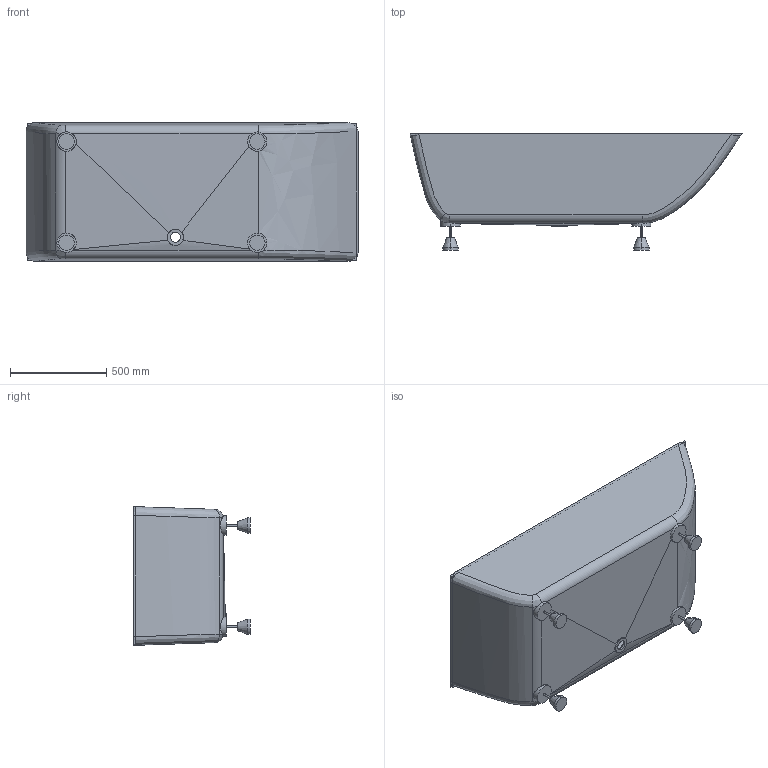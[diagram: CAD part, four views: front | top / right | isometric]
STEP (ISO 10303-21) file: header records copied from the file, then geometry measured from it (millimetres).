
FILE_DESCRIPTION (( 'STEP AP214' ), '1' );
FILE_NAME ('CU-1.STEP', '2018-04-13T11:33:14', ( 'Admin' ), ( '' ), 'SwSTEP 2.0', 'SolidWorks 2017', '' );
FILE_SCHEMA (( 'AUTOMOTIVE_DESIGN' ));
Length unit declared in the file: millimetre
Products named in the file (1): CU-1
Bounding box: 1722.83 x 605 x 720.02 mm (x, y, z)
Volume: 43770245.9 mm3; surface area: 5958568.9 mm2
Topology: 2 solids, 2 shells, 103 faces, 254 edges, 163 vertices
Faces by surface type: cylinder 34, bspline 33, plane 28, cone 8
Entity records: 13422 total; most frequent: CARTESIAN_POINT 11220, ORIENTED_EDGE 508, DIRECTION 343, EDGE_CURVE 254, VERTEX_POINT 163, AXIS2_PLACEMENT_3D 131, EDGE_LOOP 115, B_SPLINE_CURVE_WITH_KNOTS 106
